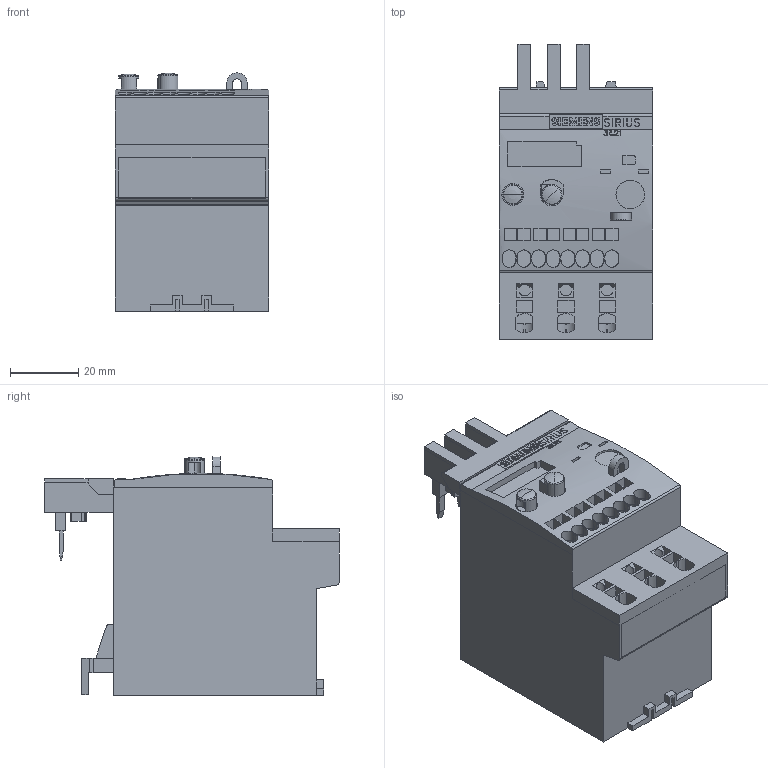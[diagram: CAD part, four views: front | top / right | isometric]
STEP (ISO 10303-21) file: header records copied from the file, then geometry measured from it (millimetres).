
FILE_DESCRIPTION(('STEP AP214'),'1');
FILE_NAME('cctmp_807361D2-A808-42EE-BAB5-DB4B716FA547_2023_07_21_11_02_04_0754..stp','2023-07-21T09:02:05',('SIEMENS A&D'),('CADClick - www.CADClick.com'),'Spatial InterOp 3D postprocessed',' ','unknown authorization');
FILE_SCHEMA(('AUTOMOTIVE_DESIGN'));
Length unit declared in the file: millimetre
Products named in the file (1): 2023_07_21_11_02_04_0707
Bounding box: 45 x 86.5 x 69.88 mm (x, y, z)
Volume: 161989.3 mm3; surface area: 32378.3 mm2
Topology: 1 solids, 1 shells, 915 faces, 2560 edges, 1700 vertices
Faces by surface type: plane 763, cylinder 144, torus 6, sphere 2
Entity records: 49759 total; most frequent: CARTESIAN_POINT 5933, STYLED_ITEM 5172, PRESENTATION_STYLE_ASSIGNMENT 5172, ORIENTED_EDGE 5112, DIRECTION 4816, EDGE_CURVE 2556, CURVE_STYLE 2556, DRAUGHTING_PRE_DEFINED_CURVE_FONT 2556
